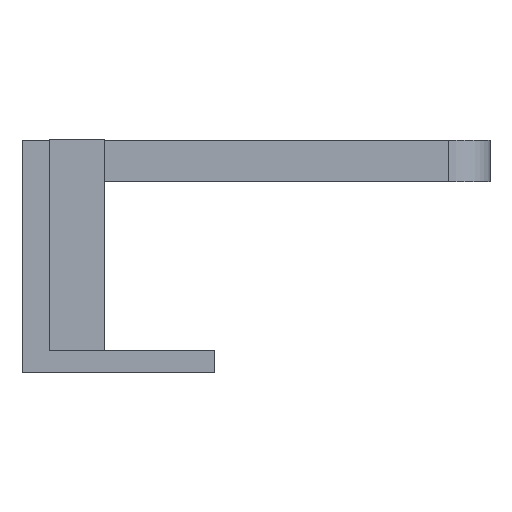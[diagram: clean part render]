
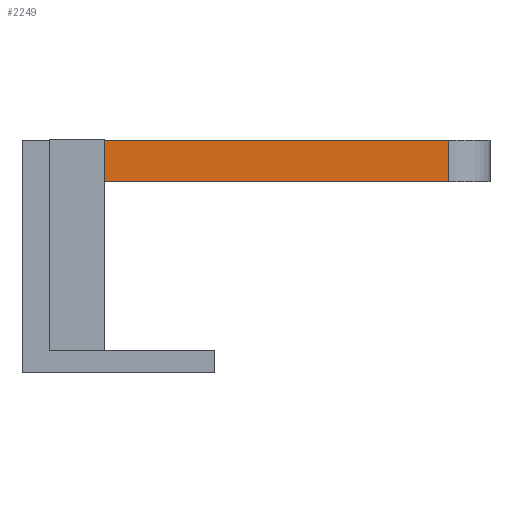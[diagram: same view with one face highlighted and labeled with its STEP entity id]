
A CAD part, left-side view. The second image highlights one B-rep face of the part: STEP entity #2249.
In plain terms, the highlighted planar face has unit normal (-1, 0, 0).
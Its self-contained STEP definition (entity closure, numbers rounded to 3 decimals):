
#318 = PLANE('',#319);
#319 = AXIS2_PLACEMENT_3D('',#320,#321,#322);
#320 = CARTESIAN_POINT('',(48.385,43.803,
    30.003));
#321 = DIRECTION('',(0.,0.,1.));
#322 = DIRECTION('',(-0.,1.,0.));
#806 = PLANE('',#807);
#807 = AXIS2_PLACEMENT_3D('',#808,#809,#810);
#808 = CARTESIAN_POINT('',(48.326,43.063,
    27.003));
#809 = DIRECTION('',(0.,0.,-1.));
#810 = DIRECTION('',(0.,-1.,0.));
#943 = VERTEX_POINT('',#944);
#944 = CARTESIAN_POINT('',(36.34,52.,30.003));
#958 = PLANE('',#959);
#959 = AXIS2_PLACEMENT_3D('',#960,#961,#962);
#960 = CARTESIAN_POINT('',(32.116,52.,23.662));
#961 = DIRECTION('',(0.,-1.,0.));
#962 = DIRECTION('',(-1.,0.,0.));
#970 = EDGE_CURVE('',#943,#971,#973,.T.);
#971 = VERTEX_POINT('',#972);
#972 = CARTESIAN_POINT('',(36.34,27.,30.003));
#973 = SURFACE_CURVE('',#974,(#978,#985),.PCURVE_S1.);
#974 = LINE('',#975,#976);
#975 = CARTESIAN_POINT('',(36.34,56.,30.003));
#976 = VECTOR('',#977,1.);
#977 = DIRECTION('',(0.,-1.,0.));
#978 = PCURVE('',#318,#979);
#979 = DEFINITIONAL_REPRESENTATION('',(#980),#984);
#980 = LINE('',#981,#982);
#981 = CARTESIAN_POINT('',(12.197,12.045));
#982 = VECTOR('',#983,1.);
#983 = DIRECTION('',(-1.,0.));
#984 = ( GEOMETRIC_REPRESENTATION_CONTEXT(2) 
PARAMETRIC_REPRESENTATION_CONTEXT() REPRESENTATION_CONTEXT('2D SPACE',''
  ) );
#985 = PCURVE('',#986,#991);
#986 = PLANE('',#987);
#987 = AXIS2_PLACEMENT_3D('',#988,#989,#990);
#988 = CARTESIAN_POINT('',(36.34,56.,30.003));
#989 = DIRECTION('',(1.,0.,0.));
#990 = DIRECTION('',(0.,0.,-1.));
#991 = DEFINITIONAL_REPRESENTATION('',(#992),#996);
#992 = LINE('',#993,#994);
#993 = CARTESIAN_POINT('',(0.,0.));
#994 = VECTOR('',#995,1.);
#995 = DIRECTION('',(0.,-1.));
#996 = ( GEOMETRIC_REPRESENTATION_CONTEXT(2) 
PARAMETRIC_REPRESENTATION_CONTEXT() REPRESENTATION_CONTEXT('2D SPACE',''
  ) );
#1019 = CYLINDRICAL_SURFACE('',#1020,3.);
#1020 = AXIS2_PLACEMENT_3D('',#1021,#1022,#1023);
#1021 = CARTESIAN_POINT('',(39.34,27.,30.003));
#1022 = DIRECTION('',(0.,0.,-1.));
#1023 = DIRECTION('',(0.,-1.,0.));
#1833 = VERTEX_POINT('',#1834);
#1834 = CARTESIAN_POINT('',(36.34,27.,27.003));
#1856 = EDGE_CURVE('',#1857,#1833,#1859,.T.);
#1857 = VERTEX_POINT('',#1858);
#1858 = CARTESIAN_POINT('',(36.34,52.,27.003));
#1859 = SURFACE_CURVE('',#1860,(#1864,#1871),.PCURVE_S1.);
#1860 = LINE('',#1861,#1862);
#1861 = CARTESIAN_POINT('',(36.34,56.,27.003));
#1862 = VECTOR('',#1863,1.);
#1863 = DIRECTION('',(0.,-1.,0.));
#1864 = PCURVE('',#806,#1865);
#1865 = DEFINITIONAL_REPRESENTATION('',(#1866),#1870);
#1866 = LINE('',#1867,#1868);
#1867 = CARTESIAN_POINT('',(-12.937,11.986));
#1868 = VECTOR('',#1869,1.);
#1869 = DIRECTION('',(1.,0.));
#1870 = ( GEOMETRIC_REPRESENTATION_CONTEXT(2) 
PARAMETRIC_REPRESENTATION_CONTEXT() REPRESENTATION_CONTEXT('2D SPACE',''
  ) );
#1871 = PCURVE('',#986,#1872);
#1872 = DEFINITIONAL_REPRESENTATION('',(#1873),#1877);
#1873 = LINE('',#1874,#1875);
#1874 = CARTESIAN_POINT('',(3.,0.));
#1875 = VECTOR('',#1876,1.);
#1876 = DIRECTION('',(0.,-1.));
#1877 = ( GEOMETRIC_REPRESENTATION_CONTEXT(2) 
PARAMETRIC_REPRESENTATION_CONTEXT() REPRESENTATION_CONTEXT('2D SPACE',''
  ) );
#2183 = EDGE_CURVE('',#1857,#943,#2184,.T.);
#2184 = SURFACE_CURVE('',#2185,(#2189,#2196),.PCURVE_S1.);
#2185 = LINE('',#2186,#2187);
#2186 = CARTESIAN_POINT('',(36.34,52.,30.003));
#2187 = VECTOR('',#2188,1.);
#2188 = DIRECTION('',(0.,0.,1.));
#2189 = PCURVE('',#958,#2190);
#2190 = DEFINITIONAL_REPRESENTATION('',(#2191),#2195);
#2191 = LINE('',#2192,#2193);
#2192 = CARTESIAN_POINT('',(-4.224,-6.341));
#2193 = VECTOR('',#2194,1.);
#2194 = DIRECTION('',(0.,-1.));
#2195 = ( GEOMETRIC_REPRESENTATION_CONTEXT(2) 
PARAMETRIC_REPRESENTATION_CONTEXT() REPRESENTATION_CONTEXT('2D SPACE',''
  ) );
#2196 = PCURVE('',#986,#2197);
#2197 = DEFINITIONAL_REPRESENTATION('',(#2198),#2202);
#2198 = LINE('',#2199,#2200);
#2199 = CARTESIAN_POINT('',(0.,-4.));
#2200 = VECTOR('',#2201,1.);
#2201 = DIRECTION('',(-1.,0.));
#2202 = ( GEOMETRIC_REPRESENTATION_CONTEXT(2) 
PARAMETRIC_REPRESENTATION_CONTEXT() REPRESENTATION_CONTEXT('2D SPACE',''
  ) );
#2249 = ADVANCED_FACE('',(#2250),#986,.F.);
#2250 = FACE_BOUND('',#2251,.F.);
#2251 = EDGE_LOOP('',(#2252,#2253,#2254,#2275));
#2252 = ORIENTED_EDGE('',*,*,#2183,.T.);
#2253 = ORIENTED_EDGE('',*,*,#970,.T.);
#2254 = ORIENTED_EDGE('',*,*,#2255,.T.);
#2255 = EDGE_CURVE('',#971,#1833,#2256,.T.);
#2256 = SURFACE_CURVE('',#2257,(#2261,#2268),.PCURVE_S1.);
#2257 = LINE('',#2258,#2259);
#2258 = CARTESIAN_POINT('',(36.34,27.,30.003));
#2259 = VECTOR('',#2260,1.);
#2260 = DIRECTION('',(0.,0.,-1.));
#2261 = PCURVE('',#986,#2262);
#2262 = DEFINITIONAL_REPRESENTATION('',(#2263),#2267);
#2263 = LINE('',#2264,#2265);
#2264 = CARTESIAN_POINT('',(0.,-29.));
#2265 = VECTOR('',#2266,1.);
#2266 = DIRECTION('',(1.,0.));
#2267 = ( GEOMETRIC_REPRESENTATION_CONTEXT(2) 
PARAMETRIC_REPRESENTATION_CONTEXT() REPRESENTATION_CONTEXT('2D SPACE',''
  ) );
#2268 = PCURVE('',#1019,#2269);
#2269 = DEFINITIONAL_REPRESENTATION('',(#2270),#2274);
#2270 = LINE('',#2271,#2272);
#2271 = CARTESIAN_POINT('',(1.571,0.));
#2272 = VECTOR('',#2273,1.);
#2273 = DIRECTION('',(0.,1.));
#2274 = ( GEOMETRIC_REPRESENTATION_CONTEXT(2) 
PARAMETRIC_REPRESENTATION_CONTEXT() REPRESENTATION_CONTEXT('2D SPACE',''
  ) );
#2275 = ORIENTED_EDGE('',*,*,#1856,.F.);
